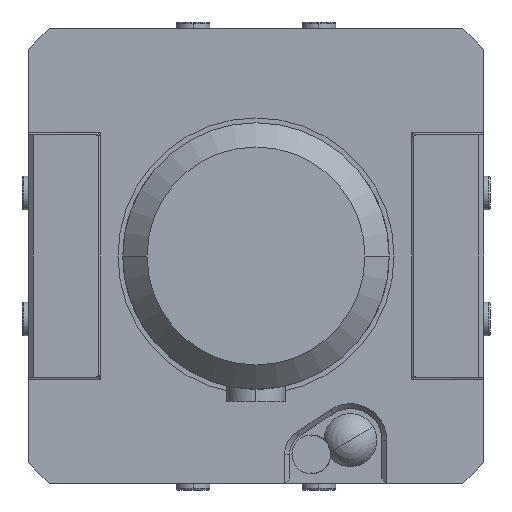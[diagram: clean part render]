
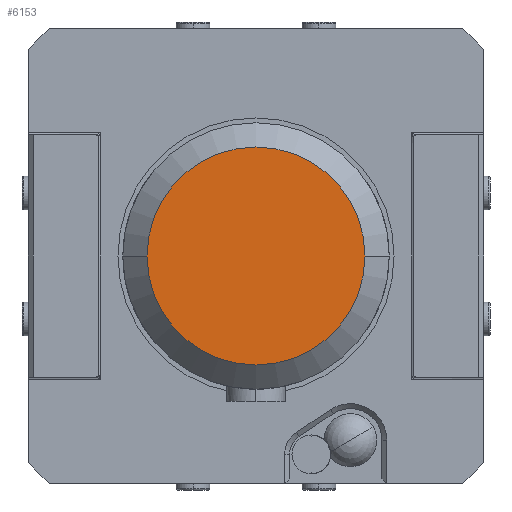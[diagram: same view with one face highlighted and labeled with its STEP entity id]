
A CAD part, left-side view. The second image highlights one B-rep face of the part: STEP entity #6153.
In plain terms, the highlighted planar face has unit normal (-1, 0, 0).
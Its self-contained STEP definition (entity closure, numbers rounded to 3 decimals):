
#1537=CARTESIAN_POINT('',(-72.5,0.,0.));
#1538=DIRECTION('',(-1.,0.,0.));
#1539=DIRECTION('',(0.,1.,0.));
#1540=AXIS2_PLACEMENT_3D('',#1537,#1538,#1539);
#1542=CARTESIAN_POINT('',(-72.5,0.,0.));
#1543=DIRECTION('',(-1.,0.,0.));
#1544=DIRECTION('',(0.,-1.,0.));
#1545=AXIS2_PLACEMENT_3D('',#1542,#1543,#1544);
#4053=CARTESIAN_POINT('',(-72.5,22.5,0.));
#4054=CARTESIAN_POINT('',(-72.5,-22.5,0.));
#4055=VERTEX_POINT('',#4053);
#4056=VERTEX_POINT('',#4054);
#6143=CARTESIAN_POINT('',(-72.5,0.,0.));
#6144=DIRECTION('',(1.,0.,0.));
#6145=DIRECTION('',(0.,-1.,0.));
#6146=AXIS2_PLACEMENT_3D('',#6143,#6144,#6145);
#6147=PLANE('',#6146);
#6148=ORIENTED_EDGE('',*,*,#6133,.F.);
#6150=ORIENTED_EDGE('',*,*,#6149,.F.);
#6151=EDGE_LOOP('',(#6148,#6150));
#6152=FACE_OUTER_BOUND('',#6151,.F.);
#6153=ADVANCED_FACE('',(#6152),#6147,.F.);
#1541=CIRCLE('',#1540,22.5);
#1546=CIRCLE('',#1545,22.5);
#6133=EDGE_CURVE('',#4055,#4056,#1541,.T.);
#6149=EDGE_CURVE('',#4056,#4055,#1546,.T.);
